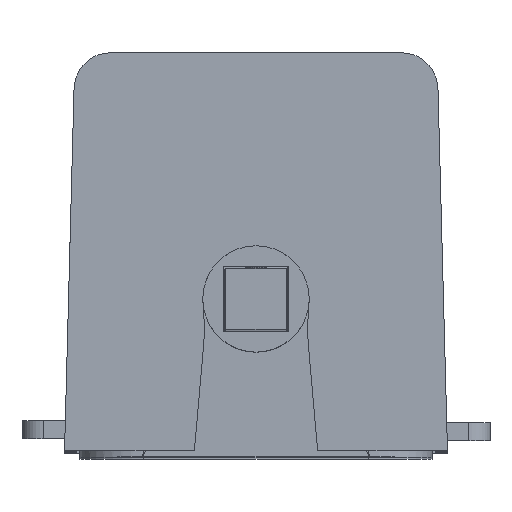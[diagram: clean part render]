
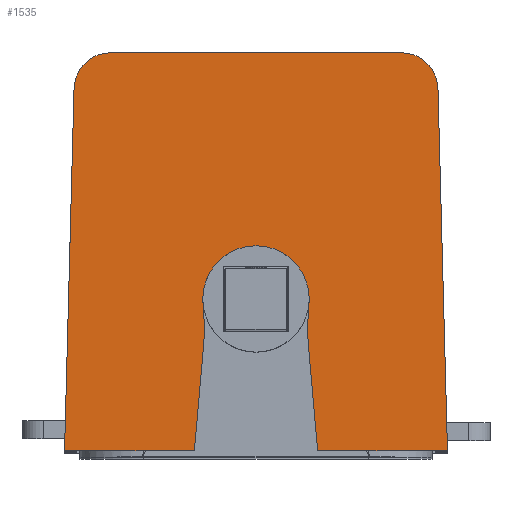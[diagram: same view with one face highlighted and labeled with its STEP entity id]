
A CAD part, top view. The second image highlights one B-rep face of the part: STEP entity #1535.
In plain terms, the highlighted face is planar.
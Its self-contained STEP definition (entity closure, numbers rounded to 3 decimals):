
#334 = CIRCLE ( 'NONE', #1649, 29.614 ) ;
#499 = VECTOR ( 'NONE', #2567, 1000. ) ;
#508 = AXIS2_PLACEMENT_3D ( 'NONE', #7389, #6053, #6699 ) ;
#544 = DIRECTION ( 'NONE',  ( 0., 0., -1. ) ) ;
#561 = LINE ( 'NONE', #1202, #6594 ) ;
#576 = LINE ( 'NONE', #4056, #827 ) ;
#581 = CARTESIAN_POINT ( 'NONE',  ( 106.785, -4.419, 38.109 ) ) ;
#602 = CARTESIAN_POINT ( 'NONE',  ( 106.785, -24.5, 10.138 ) ) ;
#670 = EDGE_CURVE ( 'NONE', #6539, #3993, #1922, .T. ) ;
#696 = CARTESIAN_POINT ( 'NONE',  ( 106.785, -24.5, -10.138 ) ) ;
#827 = VECTOR ( 'NONE', #3281, 1000. ) ;
#937 = CIRCLE ( 'NONE', #7257, 6. ) ;
#1169 = VERTEX_POINT ( 'NONE', #7828 ) ;
#1202 = CARTESIAN_POINT ( 'NONE',  ( 106.785, -24.5, -10.138 ) ) ;
#1218 = DIRECTION ( 'NONE',  ( 0., 0., -1. ) ) ;
#1229 = DIRECTION ( 'NONE',  ( 0., 0., -1. ) ) ;
#1304 = CARTESIAN_POINT ( 'NONE',  ( 106.785, -24.5, 31.5 ) ) ;
#1323 = CARTESIAN_POINT ( 'NONE',  ( 106.785, -24.5, 10.138 ) ) ;
#1455 = ORIENTED_EDGE ( 'NONE', *, *, #6615, .T. ) ;
#1535 = ADVANCED_FACE ( 'NONE', ( #3160 ), #2468, .T. ) ;
#1541 = VERTEX_POINT ( 'NONE', #8180 ) ;
#1649 = AXIS2_PLACEMENT_3D ( 'NONE', #581, #7553, #6178 ) ;
#1673 = VECTOR ( 'NONE', #1229, 1000. ) ;
#1918 = LINE ( 'NONE', #5440, #1673 ) ;
#1922 = LINE ( 'NONE', #6831, #6198 ) ;
#1937 = EDGE_CURVE ( 'NONE', #5334, #7320, #7263, .T. ) ;
#2351 = DIRECTION ( 'NONE',  ( 0., 1., 0.026 ) ) ;
#2468 = PLANE ( 'NONE',  #7404 ) ;
#2533 = VERTEX_POINT ( 'NONE', #2841 ) ;
#2566 = EDGE_CURVE ( 'NONE', #1169, #2533, #334, .T. ) ;
#2567 = DIRECTION ( 'NONE',  ( 0., 0.996, -0.087 ) ) ;
#2576 = ORIENTED_EDGE ( 'NONE', *, *, #4610, .T. ) ;
#2631 = ORIENTED_EDGE ( 'NONE', *, *, #670, .T. ) ;
#2698 = CARTESIAN_POINT ( 'NONE',  ( 106.785, -7., -8.607 ) ) ;
#2796 = AXIS2_PLACEMENT_3D ( 'NONE', #4855, #3541, #2854 ) ;
#2841 = CARTESIAN_POINT ( 'NONE',  ( 106.785, -1.008, 8.692 ) ) ;
#2854 = DIRECTION ( 'NONE',  ( 0., 0., -1. ) ) ;
#3018 = EDGE_CURVE ( 'NONE', #7320, #6539, #6686, .T. ) ;
#3052 = LINE ( 'NONE', #5976, #5814 ) ;
#3065 = ORIENTED_EDGE ( 'NONE', *, *, #7925, .T. ) ;
#3160 = FACE_OUTER_BOUND ( 'NONE', #8525, .T. ) ;
#3228 = CARTESIAN_POINT ( 'NONE',  ( 106.785, -4.419, -38.109 ) ) ;
#3281 = DIRECTION ( 'NONE',  ( 0., 0., 1. ) ) ;
#3396 = CARTESIAN_POINT ( 'NONE',  ( 106.785, 41., 23.94 ) ) ;
#3541 = DIRECTION ( 'NONE',  ( -1., 0., 0. ) ) ;
#3685 = ORIENTED_EDGE ( 'NONE', *, *, #4338, .T. ) ;
#3822 = EDGE_CURVE ( 'NONE', #1541, #6090, #8420, .T. ) ;
#3932 = VERTEX_POINT ( 'NONE', #696 ) ;
#3993 = VERTEX_POINT ( 'NONE', #602 ) ;
#4021 = CARTESIAN_POINT ( 'NONE',  ( 106.785, 35., -23.94 ) ) ;
#4056 = CARTESIAN_POINT ( 'NONE',  ( 106.785, 41., 23.94 ) ) ;
#4104 = CARTESIAN_POINT ( 'NONE',  ( 106.785, 35., -23.94 ) ) ;
#4240 = VERTEX_POINT ( 'NONE', #8879 ) ;
#4324 = EDGE_CURVE ( 'NONE', #3932, #4240, #1918, .T. ) ;
#4338 = EDGE_CURVE ( 'NONE', #6717, #8652, #937, .T. ) ;
#4344 = ORIENTED_EDGE ( 'NONE', *, *, #3018, .T. ) ;
#4394 = EDGE_CURVE ( 'NONE', #3993, #1169, #8273, .T. ) ;
#4610 = EDGE_CURVE ( 'NONE', #8652, #5334, #576, .T. ) ;
#4673 = CIRCLE ( 'NONE', #2796, 8.75 ) ;
#4855 = CARTESIAN_POINT ( 'NONE',  ( 106.785, 0., 0. ) ) ;
#5039 = ORIENTED_EDGE ( 'NONE', *, *, #4394, .T. ) ;
#5334 = VERTEX_POINT ( 'NONE', #3396 ) ;
#5371 = DIRECTION ( 'NONE',  ( 0., -0.996, -0.087 ) ) ;
#5440 = CARTESIAN_POINT ( 'NONE',  ( 106.785, -24.5, -10.138 ) ) ;
#5777 = CARTESIAN_POINT ( 'NONE',  ( 106.785, 41., -23.94 ) ) ;
#5814 = VECTOR ( 'NONE', #2351, 1000. ) ;
#5976 = CARTESIAN_POINT ( 'NONE',  ( 106.785, -24.5, -31.5 ) ) ;
#5980 = DIRECTION ( 'NONE',  ( 0., 0., 1. ) ) ;
#6053 = DIRECTION ( 'NONE',  ( 1., 0., 0. ) ) ;
#6090 = VERTEX_POINT ( 'NONE', #2698 ) ;
#6178 = DIRECTION ( 'NONE',  ( 0., 0., -1. ) ) ;
#6198 = VECTOR ( 'NONE', #544, 1000. ) ;
#6245 = CARTESIAN_POINT ( 'NONE',  ( 106.785, 35.157, -29.938 ) ) ;
#6539 = VERTEX_POINT ( 'NONE', #1304 ) ;
#6594 = VECTOR ( 'NONE', #5371, 1000. ) ;
#6615 = EDGE_CURVE ( 'NONE', #4240, #6717, #3052, .T. ) ;
#6659 = VECTOR ( 'NONE', #8088, 1000. ) ;
#6686 = LINE ( 'NONE', #8765, #6659 ) ;
#6699 = DIRECTION ( 'NONE',  ( 0., 0., 1. ) ) ;
#6717 = VERTEX_POINT ( 'NONE', #6245 ) ;
#6718 = ORIENTED_EDGE ( 'NONE', *, *, #7602, .T. ) ;
#6831 = CARTESIAN_POINT ( 'NONE',  ( 106.785, -24.5, 10.138 ) ) ;
#6919 = DIRECTION ( 'NONE',  ( 0., 0., -1. ) ) ;
#6949 = ORIENTED_EDGE ( 'NONE', *, *, #1937, .T. ) ;
#6951 = CARTESIAN_POINT ( 'NONE',  ( 106.785, 35.157, 29.938 ) ) ;
#7257 = AXIS2_PLACEMENT_3D ( 'NONE', #4021, #8228, #6919 ) ;
#7263 = CIRCLE ( 'NONE', #508, 6. ) ;
#7320 = VERTEX_POINT ( 'NONE', #6951 ) ;
#7389 = CARTESIAN_POINT ( 'NONE',  ( 106.785, 35., 23.94 ) ) ;
#7404 = AXIS2_PLACEMENT_3D ( 'NONE', #4104, #8131, #1218 ) ;
#7543 = ORIENTED_EDGE ( 'NONE', *, *, #4324, .T. ) ;
#7553 = DIRECTION ( 'NONE',  ( 1., 0., 0. ) ) ;
#7602 = EDGE_CURVE ( 'NONE', #6090, #3932, #561, .T. ) ;
#7658 = ORIENTED_EDGE ( 'NONE', *, *, #3822, .T. ) ;
#7828 = CARTESIAN_POINT ( 'NONE',  ( 106.785, -7., 8.607 ) ) ;
#7925 = EDGE_CURVE ( 'NONE', #2533, #1541, #4673, .T. ) ;
#8088 = DIRECTION ( 'NONE',  ( 0., -1., 0.026 ) ) ;
#8131 = DIRECTION ( 'NONE',  ( 1., 0., 0. ) ) ;
#8180 = CARTESIAN_POINT ( 'NONE',  ( 106.785, -1.008, -8.692 ) ) ;
#8228 = DIRECTION ( 'NONE',  ( 1., 0., 0. ) ) ;
#8244 = AXIS2_PLACEMENT_3D ( 'NONE', #3228, #8788, #5980 ) ;
#8273 = LINE ( 'NONE', #1323, #499 ) ;
#8420 = CIRCLE ( 'NONE', #8244, 29.614 ) ;
#8525 = EDGE_LOOP ( 'NONE', ( #3685, #2576, #6949, #4344, #2631, #5039, #8786, #3065, #7658, #6718, #7543, #1455 ) ) ;
#8652 = VERTEX_POINT ( 'NONE', #5777 ) ;
#8765 = CARTESIAN_POINT ( 'NONE',  ( 106.785, -24.5, 31.5 ) ) ;
#8786 = ORIENTED_EDGE ( 'NONE', *, *, #2566, .T. ) ;
#8788 = DIRECTION ( 'NONE',  ( 1., 0., 0. ) ) ;
#8879 = CARTESIAN_POINT ( 'NONE',  ( 106.785, -24.5, -31.5 ) ) ;
